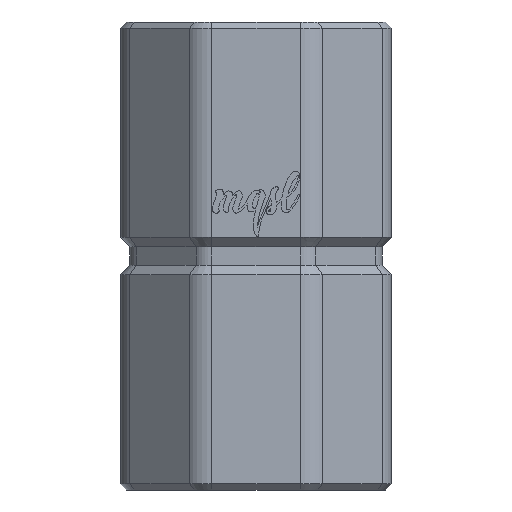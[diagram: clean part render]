
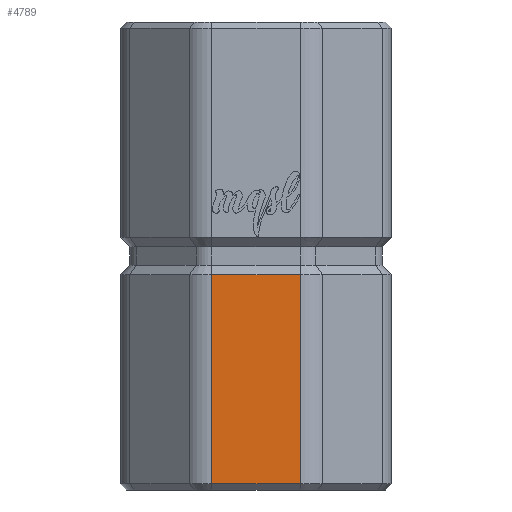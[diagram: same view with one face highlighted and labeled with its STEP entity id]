
A CAD part, front view. The second image highlights one B-rep face of the part: STEP entity #4789.
In plain terms, the highlighted planar face has unit normal (0, -1, 0).
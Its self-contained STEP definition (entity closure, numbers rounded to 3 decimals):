
#268 = CARTESIAN_POINT ( 'NONE',  ( -7.117, -21.5, 34.5 ) ) ;
#646 = DIRECTION ( 'NONE',  ( 0., 0., 1. ) ) ;
#1573 = VECTOR ( 'NONE', #6840, 1000. ) ;
#2066 = FACE_OUTER_BOUND ( 'NONE', #10533, .T. ) ;
#2561 = DIRECTION ( 'NONE',  ( 0., 0., 1. ) ) ;
#3004 = VERTEX_POINT ( 'NONE', #19764 ) ;
#3415 = AXIS2_PLACEMENT_3D ( 'NONE', #11046, #3913, #646 ) ;
#3913 = DIRECTION ( 'NONE',  ( 0., 1., 0. ) ) ;
#4377 = CARTESIAN_POINT ( 'NONE',  ( 7.117, -21.5, 1. ) ) ;
#4789 = ADVANCED_FACE ( 'NONE', ( #2066 ), #15978, .F. ) ;
#5034 = ORIENTED_EDGE ( 'NONE', *, *, #20842, .T. ) ;
#6060 = VECTOR ( 'NONE', #18706, 1000. ) ;
#6840 = DIRECTION ( 'NONE',  ( 0., 0., -1. ) ) ;
#7996 = VERTEX_POINT ( 'NONE', #268 ) ;
#8181 = EDGE_CURVE ( 'NONE', #11266, #19301, #13293, .T. ) ;
#8370 = CARTESIAN_POINT ( 'NONE',  ( -9.188, -21.5, 34.5 ) ) ;
#9372 = CARTESIAN_POINT ( 'NONE',  ( -9.188, -21.5, 1. ) ) ;
#10533 = EDGE_LOOP ( 'NONE', ( #12248, #20558, #5034, #18247 ) ) ;
#11008 = EDGE_CURVE ( 'NONE', #19301, #3004, #20329, .T. ) ;
#11046 = CARTESIAN_POINT ( 'NONE',  ( -9.188, -21.5, 75. ) ) ;
#11266 = VERTEX_POINT ( 'NONE', #22145 ) ;
#12212 = VECTOR ( 'NONE', #2561, 1000. ) ;
#12248 = ORIENTED_EDGE ( 'NONE', *, *, #11008, .T. ) ;
#12836 = LINE ( 'NONE', #8370, #6060 ) ;
#12852 = CARTESIAN_POINT ( 'NONE',  ( 7.117, -21.5, 75. ) ) ;
#13045 = DIRECTION ( 'NONE',  ( 1., 0., 0. ) ) ;
#13293 = LINE ( 'NONE', #9372, #17342 ) ;
#15978 = PLANE ( 'NONE',  #3415 ) ;
#17011 = LINE ( 'NONE', #18928, #1573 ) ;
#17342 = VECTOR ( 'NONE', #13045, 1000. ) ;
#18247 = ORIENTED_EDGE ( 'NONE', *, *, #8181, .T. ) ;
#18706 = DIRECTION ( 'NONE',  ( -1., 0., 0. ) ) ;
#18928 = CARTESIAN_POINT ( 'NONE',  ( -7.117, -21.5, 75. ) ) ;
#19301 = VERTEX_POINT ( 'NONE', #4377 ) ;
#19764 = CARTESIAN_POINT ( 'NONE',  ( 7.117, -21.5, 34.5 ) ) ;
#20329 = LINE ( 'NONE', #12852, #12212 ) ;
#20558 = ORIENTED_EDGE ( 'NONE', *, *, #22315, .T. ) ;
#20842 = EDGE_CURVE ( 'NONE', #7996, #11266, #17011, .T. ) ;
#22145 = CARTESIAN_POINT ( 'NONE',  ( -7.117, -21.5, 1. ) ) ;
#22315 = EDGE_CURVE ( 'NONE', #3004, #7996, #12836, .T. ) ;
